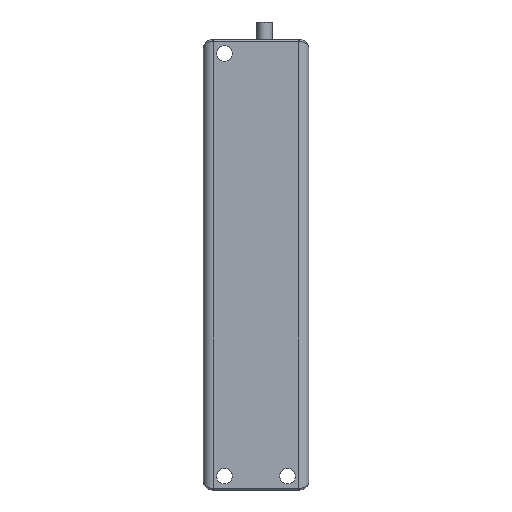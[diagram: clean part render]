
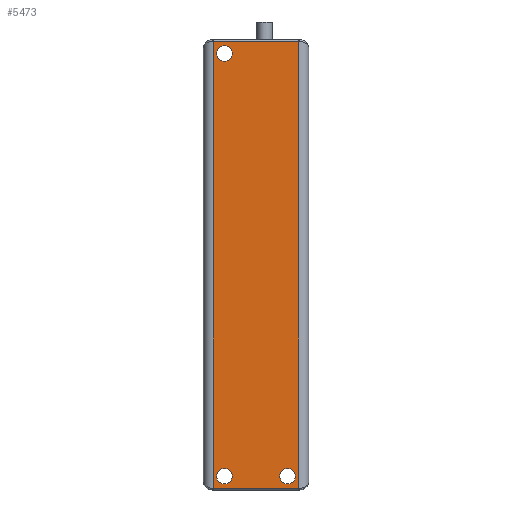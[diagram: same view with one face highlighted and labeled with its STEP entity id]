
A CAD part, front view. The second image highlights one B-rep face of the part: STEP entity #5473.
In plain terms, the highlighted planar face has unit normal (0, -1, 0).
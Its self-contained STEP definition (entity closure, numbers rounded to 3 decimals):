
#19=DIRECTION('',(0.,0.,1.));
#20=VECTOR('',#19,127.051);
#21=CARTESIAN_POINT('',(27.178,0.,-12.725));
#22=LINE('',#21,#20);
#60=DIRECTION('',(1.,0.,0.));
#61=VECTOR('',#60,24.384);
#62=CARTESIAN_POINT('',(2.794,0.,114.325));
#63=LINE('',#62,#61);
#64=CARTESIAN_POINT('',(5.994,0.,110.896));
#65=DIRECTION('',(0.,-1.,0.));
#66=DIRECTION('',(1.,0.,0.));
#67=AXIS2_PLACEMENT_3D('',#64,#65,#66);
#69=CARTESIAN_POINT('',(5.994,0.,110.896));
#70=DIRECTION('',(0.,-1.,0.));
#71=DIRECTION('',(-1.,0.,0.));
#72=AXIS2_PLACEMENT_3D('',#69,#70,#71);
#74=CARTESIAN_POINT('',(5.994,0.,-9.296));
#75=DIRECTION('',(0.,-1.,0.));
#76=DIRECTION('',(-1.,0.,0.));
#77=AXIS2_PLACEMENT_3D('',#74,#75,#76);
#79=CARTESIAN_POINT('',(5.994,0.,-9.296));
#80=DIRECTION('',(0.,-1.,0.));
#81=DIRECTION('',(1.,0.,0.));
#82=AXIS2_PLACEMENT_3D('',#79,#80,#81);
#84=CARTESIAN_POINT('',(23.978,0.,-9.296));
#85=DIRECTION('',(0.,-1.,0.));
#86=DIRECTION('',(-1.,0.,0.));
#87=AXIS2_PLACEMENT_3D('',#84,#85,#86);
#89=CARTESIAN_POINT('',(23.978,0.,-9.296));
#90=DIRECTION('',(0.,-1.,0.));
#91=DIRECTION('',(1.,0.,0.));
#92=AXIS2_PLACEMENT_3D('',#89,#90,#91);
#131=DIRECTION('',(0.,0.,-1.));
#132=VECTOR('',#131,127.051);
#133=CARTESIAN_POINT('',(2.794,0.,114.325));
#134=LINE('',#133,#132);
#3095=DIRECTION('',(1.,0.,0.));
#3096=VECTOR('',#3095,24.384);
#3097=CARTESIAN_POINT('',(2.794,0.,-12.725));
#3098=LINE('',#3097,#3096);
#4674=CARTESIAN_POINT('',(21.755,0.,-9.296));
#4675=CARTESIAN_POINT('',(26.2,0.,-9.296));
#4676=VERTEX_POINT('',#4674);
#4677=VERTEX_POINT('',#4675);
#4690=CARTESIAN_POINT('',(3.772,0.,-9.296));
#4691=CARTESIAN_POINT('',(8.217,0.,-9.296));
#4692=VERTEX_POINT('',#4690);
#4693=VERTEX_POINT('',#4691);
#4701=CARTESIAN_POINT('',(27.178,0.,-12.725));
#4702=VERTEX_POINT('',#4701);
#4705=CARTESIAN_POINT('',(2.794,0.,-12.725));
#4706=VERTEX_POINT('',#4705);
#4965=CARTESIAN_POINT('',(8.217,0.,110.896));
#4966=CARTESIAN_POINT('',(3.772,0.,110.896));
#4967=VERTEX_POINT('',#4965);
#4968=VERTEX_POINT('',#4966);
#4990=CARTESIAN_POINT('',(27.178,0.,114.325));
#4991=VERTEX_POINT('',#4990);
#4994=CARTESIAN_POINT('',(2.794,0.,114.325));
#4995=VERTEX_POINT('',#4994);
#5441=CARTESIAN_POINT('',(0.,0.,0.));
#5442=DIRECTION('',(0.,-1.,0.));
#5443=DIRECTION('',(1.,0.,0.));
#5444=AXIS2_PLACEMENT_3D('',#5441,#5442,#5443);
#5445=PLANE('',#5444);
#5447=ORIENTED_EDGE('',*,*,#5446,.F.);
#5449=ORIENTED_EDGE('',*,*,#5448,.T.);
#5450=ORIENTED_EDGE('',*,*,#5427,.F.);
#5452=ORIENTED_EDGE('',*,*,#5451,.F.);
#5453=EDGE_LOOP('',(#5447,#5449,#5450,#5452));
#5454=FACE_OUTER_BOUND('',#5453,.F.);
#5456=ORIENTED_EDGE('',*,*,#5455,.T.);
#5458=ORIENTED_EDGE('',*,*,#5457,.T.);
#5459=EDGE_LOOP('',(#5456,#5458));
#5460=FACE_BOUND('',#5459,.F.);
#5462=ORIENTED_EDGE('',*,*,#5461,.T.);
#5464=ORIENTED_EDGE('',*,*,#5463,.T.);
#5465=EDGE_LOOP('',(#5462,#5464));
#5466=FACE_BOUND('',#5465,.F.);
#5468=ORIENTED_EDGE('',*,*,#5467,.T.);
#5470=ORIENTED_EDGE('',*,*,#5469,.T.);
#5471=EDGE_LOOP('',(#5468,#5470));
#5472=FACE_BOUND('',#5471,.F.);
#5473=ADVANCED_FACE('',(#5454,#5460,#5466,#5472),#5445,.T.);
#68=CIRCLE('',#67,2.223);
#73=CIRCLE('',#72,2.223);
#78=CIRCLE('',#77,2.223);
#83=CIRCLE('',#82,2.223);
#88=CIRCLE('',#87,2.223);
#93=CIRCLE('',#92,2.223);
#5427=EDGE_CURVE('',#4702,#4991,#22,.T.);
#5446=EDGE_CURVE('',#4995,#4706,#134,.T.);
#5448=EDGE_CURVE('',#4995,#4991,#63,.T.);
#5451=EDGE_CURVE('',#4706,#4702,#3098,.T.);
#5455=EDGE_CURVE('',#4967,#4968,#68,.T.);
#5457=EDGE_CURVE('',#4968,#4967,#73,.T.);
#5461=EDGE_CURVE('',#4692,#4693,#78,.T.);
#5463=EDGE_CURVE('',#4693,#4692,#83,.T.);
#5467=EDGE_CURVE('',#4676,#4677,#88,.T.);
#5469=EDGE_CURVE('',#4677,#4676,#93,.T.);
